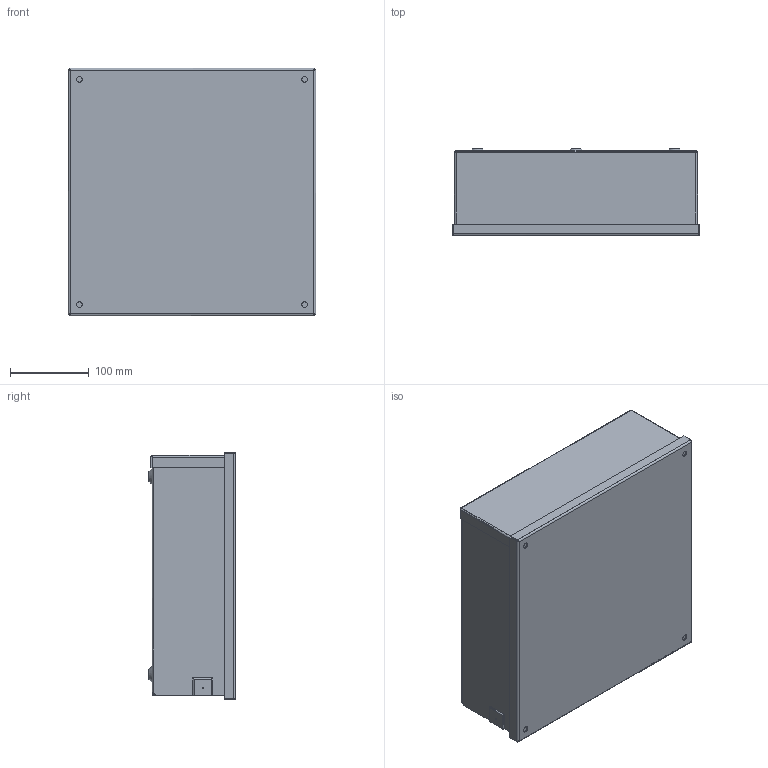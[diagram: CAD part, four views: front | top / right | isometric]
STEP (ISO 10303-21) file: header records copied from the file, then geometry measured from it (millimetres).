
FILE_DESCRIPTION( ( 'Unknown' ), '1' );
FILE_NAME( 'DWPF121204.stp', 'Unknown', ( 'Unknown' ), ( 'Unknown' ), 'PSStep 16.0.42', 'Unknown', ' ' );
FILE_SCHEMA( ( 'AUTOMOTIVE_DESIGN { 1 0 10303 214 1 1 1 1 }' ) );
Length unit declared in the file: millimetre
Products named in the file (7): DWPF121204_COUVERCLE; DWPF1212_GASKET; DWPF121204C; DWPF121204_BOITIER; DWPF121204B; DWPF121204D; Assem1
Assembly tree (6 placements, depth 3):
  Assem1
    DWPF121204_BOITIER
      DWPF121204B
      DWPF121204D
    DWPF121204_COUVERCLE
      DWPF1212_GASKET
      DWPF121204C
Bounding box: 314.2 x 111.05 x 314.2 mm (x, y, z)
Volume: 675829 mm3; surface area: 769032.3 mm2
Topology: 4 solids, 4 shells, 217 faces, 526 edges, 323 vertices
Faces by surface type: plane 126, cylinder 63, bspline 16, torus 6, cone 6
Full cylindrical faces by diameter (mm): 0.794 x2, 4.293 x4, 5.791 x3, 7.366 x4
Entity records: 8459 total; most frequent: CARTESIAN_POINT 1669, ORIENTED_EDGE 988, DIRECTION 986, EDGE_CURVE 494, LINE 358, VECTOR 358, VERTEX_POINT 316, AXIS2_PLACEMENT_3D 314
